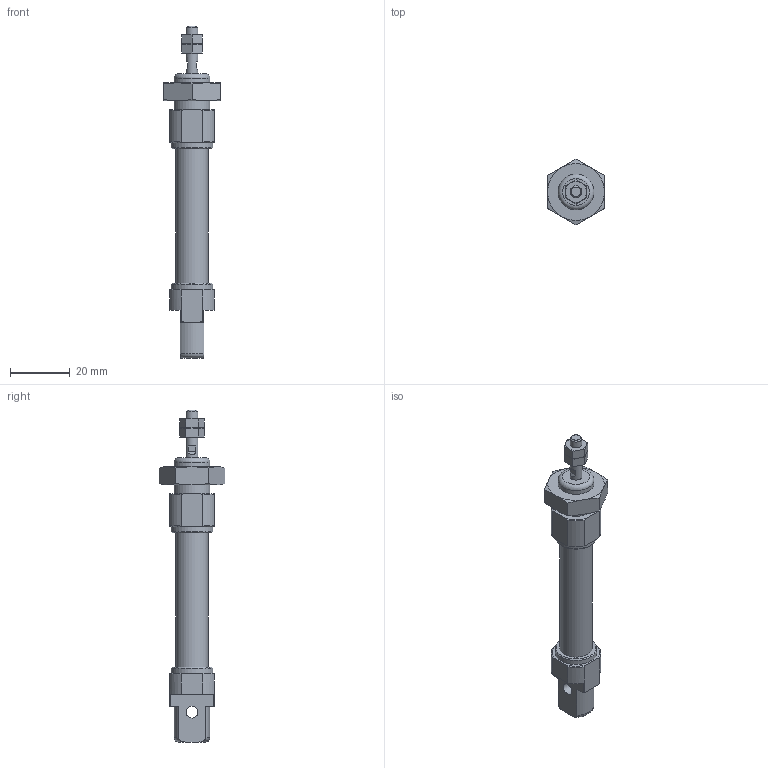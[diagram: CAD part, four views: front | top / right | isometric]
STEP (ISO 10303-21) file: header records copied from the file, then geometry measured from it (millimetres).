
FILE_DESCRIPTION( ( 'STEP AP203' ), '1' );
FILE_NAME( 'MCMI-11-10-25_POS_0.stp', '2021-01-26T17:37:35', ( 'License CC BY-ND 4.0' ), ( 'CADENAS' ), ' ', 'PARTsolutions', ' ' );
FILE_SCHEMA( ( 'CONFIG_CONTROL_DESIGN' ) );
Length unit declared in the file: millimetre
Products named in the file (5): MCMI-11-10-25_POS_0; _MCMI-11-10-25-0_(0_b); _MCMI-11-10-25-0_(0_r); _MCMI-10_n; _MCMI-10_n2
Assembly tree (5 placements, depth 2):
  MCMI-11-10-25_POS_0
    _MCMI-11-10-25-0_(0_b)
    _MCMI-11-10-25-0_(0_r)
    _MCMI-10_n  x2
    _MCMI-10_n2
Bounding box: 19 x 21.94 x 111 mm (x, y, z)
Volume: 11226.8 mm3; surface area: 9277.7 mm2
Topology: 5 solids, 5 shells, 148 faces, 341 edges, 212 vertices
Faces by surface type: cone 65, plane 56, cylinder 24, torus 3
Full cylindrical faces by diameter (mm): 3.242 x2, 4 x3, 4.134 x2, 10 x2, 10.647 x1, 11 x1, 12 x1, 14 x2
Entity records: 3752 total; most frequent: CARTESIAN_POINT 933, DIRECTION 542, ORIENTED_EDGE 518, EDGE_CURVE 259, AXIS2_PLACEMENT_3D 237, VERTEX_POINT 178, EDGE_LOOP 168, FACE_OUTER_BOUND 139
